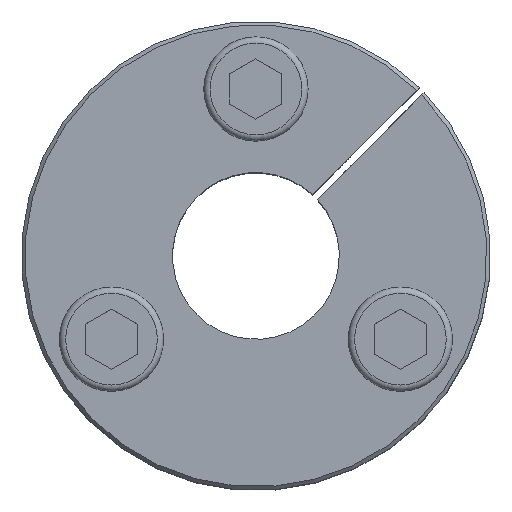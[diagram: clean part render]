
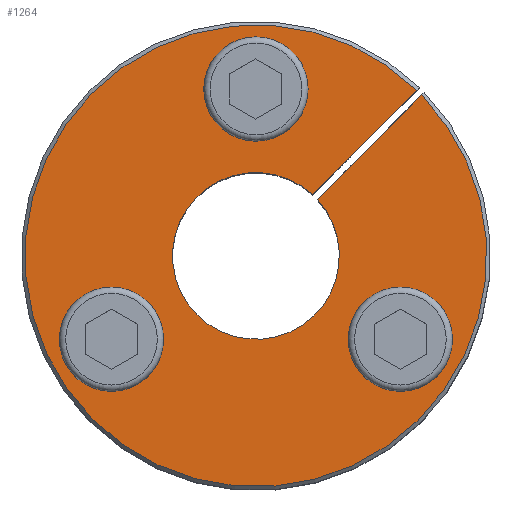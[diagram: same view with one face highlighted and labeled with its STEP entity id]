
A CAD part, top view. The second image highlights one B-rep face of the part: STEP entity #1264.
In plain terms, the highlighted planar face has unit normal (0, 0, 1).
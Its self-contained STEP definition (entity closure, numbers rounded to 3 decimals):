
#98=LINE('',#2087,#194);
#103=LINE('',#2098,#199);
#194=VECTOR('',#1660,1.);
#199=VECTOR('',#1667,1.);
#253=PLANE('',#1410);
#289=FACE_BOUND('',#457,.T.);
#290=FACE_BOUND('',#458,.T.);
#291=FACE_BOUND('',#459,.T.);
#365=FACE_OUTER_BOUND('',#456,.T.);
#456=EDGE_LOOP('',(#1107,#1108,#1109,#1110));
#457=EDGE_LOOP('',(#1111));
#458=EDGE_LOOP('',(#1112));
#459=EDGE_LOOP('',(#1113));
#466=CIRCLE('',#1304,5.);
#473=CIRCLE('',#1324,5.);
#480=CIRCLE('',#1344,5.);
#512=CIRCLE('',#1407,22.15);
#513=CIRCLE('',#1409,8.);
#533=VERTEX_POINT('',#1828);
#553=VERTEX_POINT('',#1896);
#573=VERTEX_POINT('',#1966);
#593=VERTEX_POINT('',#2054);
#607=VERTEX_POINT('',#2085);
#610=VERTEX_POINT('',#2094);
#612=VERTEX_POINT('',#2097);
#653=EDGE_CURVE('',#533,#533,#466,.T.);
#679=EDGE_CURVE('',#553,#553,#473,.T.);
#705=EDGE_CURVE('',#573,#573,#480,.T.);
#748=EDGE_CURVE('',#593,#607,#98,.T.);
#753=EDGE_CURVE('',#612,#610,#103,.T.);
#788=EDGE_CURVE('',#593,#610,#512,.T.);
#789=EDGE_CURVE('',#607,#612,#513,.T.);
#1107=ORIENTED_EDGE('',*,*,#748,.T.);
#1108=ORIENTED_EDGE('',*,*,#789,.T.);
#1109=ORIENTED_EDGE('',*,*,#753,.T.);
#1110=ORIENTED_EDGE('',*,*,#788,.F.);
#1111=ORIENTED_EDGE('',*,*,#653,.T.);
#1112=ORIENTED_EDGE('',*,*,#679,.T.);
#1113=ORIENTED_EDGE('',*,*,#705,.T.);
#1264=ADVANCED_FACE('',(#365,#289,#290,#291),#253,.T.);
#1304=AXIS2_PLACEMENT_3D('',#1829,#1469,#1470);
#1324=AXIS2_PLACEMENT_3D('',#1897,#1527,#1528);
#1344=AXIS2_PLACEMENT_3D('',#1967,#1585,#1586);
#1407=AXIS2_PLACEMENT_3D('',#2168,#1753,#1754);
#1409=AXIS2_PLACEMENT_3D('',#2170,#1757,#1758);
#1410=AXIS2_PLACEMENT_3D('',#2171,#1759,#1760);
#1469=DIRECTION('center_axis',(0.,0.,
-1.));
#1470=DIRECTION('ref_axis',(-0.866,-0.5,0.));
#1527=DIRECTION('center_axis',(0.,0.,
-1.));
#1528=DIRECTION('ref_axis',(0.866,-0.5,0.));
#1585=DIRECTION('center_axis',(0.,0.,
-1.));
#1586=DIRECTION('ref_axis',(0.,1.,0.));
#1660=DIRECTION('',(-0.707,-0.707,0.));
#1667=DIRECTION('',(0.707,0.707,0.));
#1753=DIRECTION('center_axis',(0.,0.,-1.));
#1754=DIRECTION('ref_axis',(0.,1.,0.));
#1757=DIRECTION('center_axis',(0.,0.,-1.));
#1758=DIRECTION('ref_axis',(0.,1.,0.));
#1759=DIRECTION('center_axis',(0.,0.,
1.));
#1760=DIRECTION('ref_axis',(0.,-1.,0.));
#1828=CARTESIAN_POINT('',(-18.187,-10.5,0.));
#1829=CARTESIAN_POINT('Origin',(-13.856,-8.,0.));
#1896=CARTESIAN_POINT('',(18.187,-10.5,0.));
#1897=CARTESIAN_POINT('Origin',(13.856,-8.,0.));
#1966=CARTESIAN_POINT('',(0.,21.,0.));
#1967=CARTESIAN_POINT('Origin',(0.,16.,0.));
#2054=CARTESIAN_POINT('',(15.887,15.435,0.));
#2085=CARTESIAN_POINT('',(5.879,5.426,0.));
#2087=CARTESIAN_POINT('',(11.95,11.497,0.));
#2094=CARTESIAN_POINT('',(15.435,15.887,0.));
#2097=CARTESIAN_POINT('',(5.426,5.879,0.));
#2098=CARTESIAN_POINT('',(11.497,11.95,0.));
#2168=CARTESIAN_POINT('Origin',(0.,0.,0.));
#2170=CARTESIAN_POINT('Origin',(0.,0.,0.));
#2171=CARTESIAN_POINT('Origin',(0.,15.075,0.));
